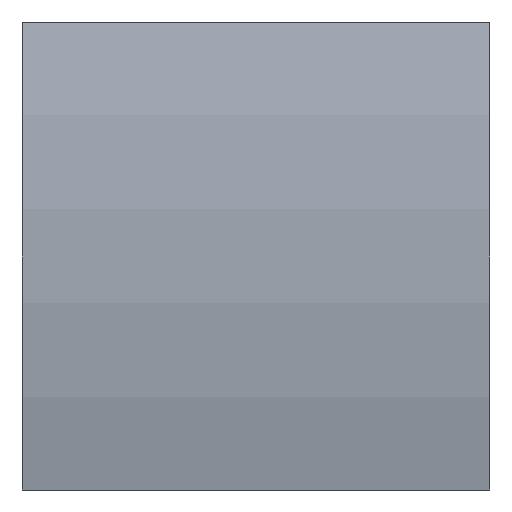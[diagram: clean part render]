
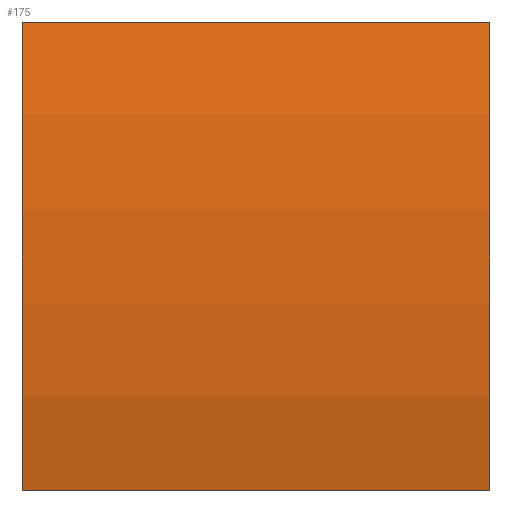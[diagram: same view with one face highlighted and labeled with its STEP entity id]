
A CAD part, left-side view. The second image highlights one B-rep face of the part: STEP entity #175.
In plain terms, the highlighted cylindrical face has radius 10.33 mm (diameter 20.66 mm), a partial arc.
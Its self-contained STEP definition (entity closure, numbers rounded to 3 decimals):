
#3 = ORIENTED_EDGE ( 'NONE', *, *, #50, .T. ) ;
#7 = CARTESIAN_POINT ( 'NONE',  ( -2., 5., 5. ) ) ;
#25 = CARTESIAN_POINT ( 'NONE',  ( 8.023, 0., 2.5 ) ) ;
#33 = CARTESIAN_POINT ( 'NONE',  ( -2., 0., 5. ) ) ;
#42 = VERTEX_POINT ( 'NONE', #61 ) ;
#50 = EDGE_CURVE ( 'NONE', #178, #204, #197, .T. ) ;
#57 = VECTOR ( 'NONE', #111, 1000. ) ;
#61 = CARTESIAN_POINT ( 'NONE',  ( -2., 5., 0. ) ) ;
#64 = EDGE_CURVE ( 'NONE', #107, #204, #88, .T. ) ;
#76 = DIRECTION ( 'NONE',  ( 0., 0., -1. ) ) ;
#77 = ORIENTED_EDGE ( 'NONE', *, *, #64, .F. ) ;
#87 = ORIENTED_EDGE ( 'NONE', *, *, #155, .F. ) ;
#88 = LINE ( 'NONE', #99, #57 ) ;
#93 = CIRCLE ( 'NONE', #170, 10.33 ) ;
#95 = LINE ( 'NONE', #187, #168 ) ;
#99 = CARTESIAN_POINT ( 'NONE',  ( -2., 5., 5. ) ) ;
#100 = DIRECTION ( 'NONE',  ( 0., 1., 0. ) ) ;
#107 = VERTEX_POINT ( 'NONE', #7 ) ;
#110 = ORIENTED_EDGE ( 'NONE', *, *, #126, .T. ) ;
#111 = DIRECTION ( 'NONE',  ( 0., -1., 0. ) ) ;
#113 = EDGE_LOOP ( 'NONE', ( #3, #77, #87, #110 ) ) ;
#122 = DIRECTION ( 'NONE',  ( 0., 0., 1. ) ) ;
#126 = EDGE_CURVE ( 'NONE', #42, #178, #95, .T. ) ;
#134 = DIRECTION ( 'NONE',  ( 0., 1., 0. ) ) ;
#137 = AXIS2_PLACEMENT_3D ( 'NONE', #180, #139, #76 ) ;
#138 = AXIS2_PLACEMENT_3D ( 'NONE', #25, #134, #122 ) ;
#139 = DIRECTION ( 'NONE',  ( 0., -1., 0. ) ) ;
#144 = DIRECTION ( 'NONE',  ( 0., 0., 1. ) ) ;
#148 = FACE_OUTER_BOUND ( 'NONE', #113, .T. ) ;
#155 = EDGE_CURVE ( 'NONE', #42, #107, #93, .T. ) ;
#164 = DIRECTION ( 'NONE',  ( 0., -1., 0. ) ) ;
#168 = VECTOR ( 'NONE', #164, 1000. ) ;
#170 = AXIS2_PLACEMENT_3D ( 'NONE', #192, #100, #144 ) ;
#175 = ADVANCED_FACE ( 'NONE', ( #148 ), #176, .T. ) ;
#176 = CYLINDRICAL_SURFACE ( 'NONE', #137, 10.33 ) ;
#178 = VERTEX_POINT ( 'NONE', #203 ) ;
#180 = CARTESIAN_POINT ( 'NONE',  ( 8.023, 5., 2.5 ) ) ;
#187 = CARTESIAN_POINT ( 'NONE',  ( -2., 5., 0. ) ) ;
#192 = CARTESIAN_POINT ( 'NONE',  ( 8.023, 5., 2.5 ) ) ;
#197 = CIRCLE ( 'NONE', #138, 10.33 ) ;
#203 = CARTESIAN_POINT ( 'NONE',  ( -2., 0., 0. ) ) ;
#204 = VERTEX_POINT ( 'NONE', #33 ) ;
